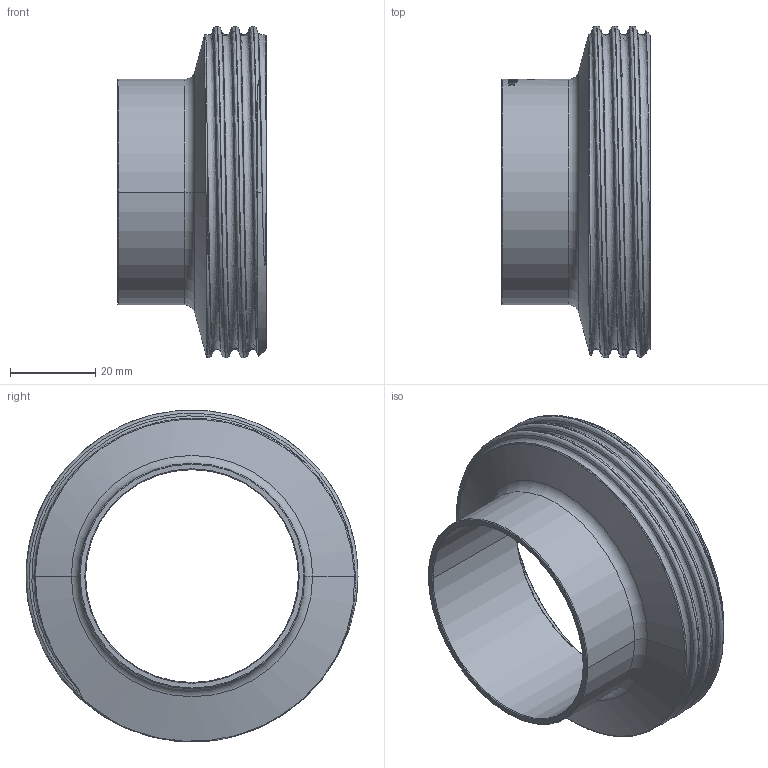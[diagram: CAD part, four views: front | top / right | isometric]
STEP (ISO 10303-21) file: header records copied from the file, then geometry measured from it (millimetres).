
FILE_DESCRIPTION (( 'STEP AP214' ), '1' );
FILE_NAME ('GL-213-050-x Gewindestutzen DIN11851 SC53 x1,5 1709.STEP', '2017-08-29T08:43:51', ( '' ), ( '' ), 'SwSTEP 2.0', 'SolidWorks 2016', '' );
FILE_SCHEMA (( 'AUTOMOTIVE_DESIGN' ));
Length unit declared in the file: millimetre
Products named in the file (1): GL-213-050-x Gewindestutzen DIN11851 SC53 x1,5 1709
Bounding box: 35 x 78 x 77.91 mm (x, y, z)
Volume: 31748.6 mm3; surface area: 19683.8 mm2
Topology: 1 solids, 1 shells, 237 faces, 617 edges, 403 vertices
Faces by surface type: bspline 113, plane 55, cylinder 39, torus 23, cone 7
Entity records: 23342 total; most frequent: CARTESIAN_POINT 16555, ORIENTED_EDGE 1234, EDGE_CURVE 617, DIRECTION 606, VERTEX_POINT 403, B_SPLINE_CURVE_WITH_KNOTS 373, EDGE_LOOP 260, AXIS2_PLACEMENT_3D 253
